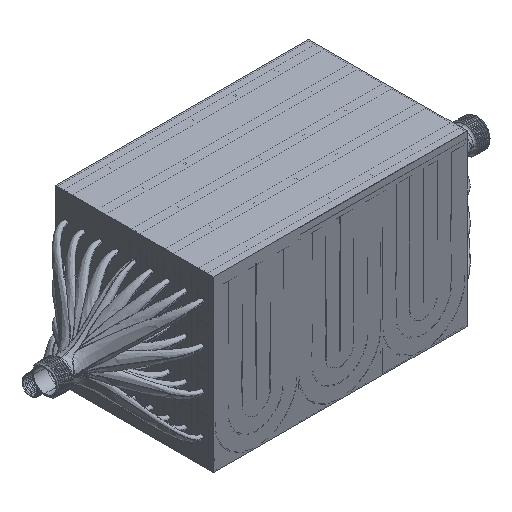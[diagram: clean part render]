
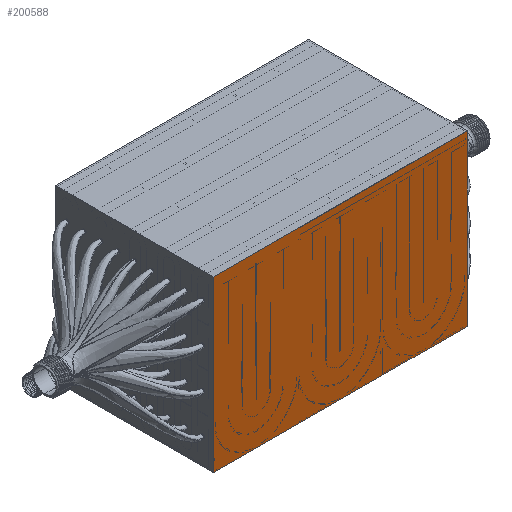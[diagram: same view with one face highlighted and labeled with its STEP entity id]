
A CAD part, isometric view. The second image highlights one B-rep face of the part: STEP entity #200588.
In plain terms, the highlighted free-form (B-spline) face has degree [1, 1] with [2, 2] control points.
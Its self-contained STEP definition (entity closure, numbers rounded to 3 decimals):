
#200565 = VERTEX_POINT('',#200566);
#200566 = CARTESIAN_POINT('',(-68.932,-124.94,
    -143.609));
#200571 = EDGE_CURVE('',#200572,#200565,#200574,.T.);
#200572 = VERTEX_POINT('',#200573);
#200573 = CARTESIAN_POINT('',(-498.322,-124.94,
    -143.609));
#200574 = B_SPLINE_CURVE_WITH_KNOTS('',1,(#200575,#200576),
  .UNSPECIFIED.,.F.,.F.,(2,2),(-199.,100.),.PIECEWISE_BEZIER_KNOTS.);
#200575 = CARTESIAN_POINT('',(-498.322,-124.94,
    -143.609));
#200576 = CARTESIAN_POINT('',(-68.932,-124.94,
    -143.609));
#200588 = ADVANCED_FACE('',(#200589),#200611,.T.);
#200589 = FACE_BOUND('',#200590,.T.);
#200590 = EDGE_LOOP('',(#200591,#200592,#200599,#200606));
#200591 = ORIENTED_EDGE('',*,*,#200571,.T.);
#200592 = ORIENTED_EDGE('',*,*,#200593,.F.);
#200593 = EDGE_CURVE('',#200594,#200565,#200596,.T.);
#200594 = VERTEX_POINT('',#200595);
#200595 = CARTESIAN_POINT('',(-68.932,-124.94,
    143.609));
#200596 = B_SPLINE_CURVE_WITH_KNOTS('',1,(#200597,#200598),
  .UNSPECIFIED.,.F.,.F.,(2,2),(-200.,0.),.PIECEWISE_BEZIER_KNOTS.);
#200597 = CARTESIAN_POINT('',(-68.932,-124.94,
    143.609));
#200598 = CARTESIAN_POINT('',(-68.932,-124.94,
    -143.609));
#200599 = ORIENTED_EDGE('',*,*,#200600,.F.);
#200600 = EDGE_CURVE('',#200601,#200594,#200603,.T.);
#200601 = VERTEX_POINT('',#200602);
#200602 = CARTESIAN_POINT('',(-498.322,-124.94,
    143.609));
#200603 = B_SPLINE_CURVE_WITH_KNOTS('',1,(#200604,#200605),
  .UNSPECIFIED.,.F.,.F.,(2,2),(74.805,373.805),
  .PIECEWISE_BEZIER_KNOTS.);
#200604 = CARTESIAN_POINT('',(-498.322,-124.94,
    143.609));
#200605 = CARTESIAN_POINT('',(-68.932,-124.94,
    143.609));
#200606 = ORIENTED_EDGE('',*,*,#200607,.T.);
#200607 = EDGE_CURVE('',#200601,#200572,#200608,.T.);
#200608 = B_SPLINE_CURVE_WITH_KNOTS('',1,(#200609,#200610),
  .UNSPECIFIED.,.F.,.F.,(2,2),(-200.,0.),.PIECEWISE_BEZIER_KNOTS.);
#200609 = CARTESIAN_POINT('',(-498.322,-124.94,
    143.609));
#200610 = CARTESIAN_POINT('',(-498.322,-124.94,
    -143.609));
#200611 = B_SPLINE_SURFACE_WITH_KNOTS('',1,1,(
    (#200612,#200613)
    ,(#200614,#200615
    )),.UNSPECIFIED.,.F.,.F.,.F.,(2,2),(2,2),(-13.5,186.5),(-297.,2.),
  .PIECEWISE_BEZIER_KNOTS.);
#200612 = CARTESIAN_POINT('',(-498.322,-124.94,
    143.609));
#200613 = CARTESIAN_POINT('',(-68.932,-124.94,
    143.609));
#200614 = CARTESIAN_POINT('',(-498.322,-124.94,
    -143.609));
#200615 = CARTESIAN_POINT('',(-68.932,-124.94,
    -143.609));
